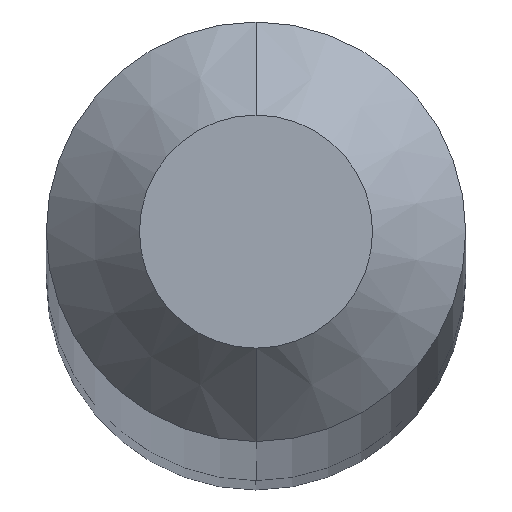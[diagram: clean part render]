
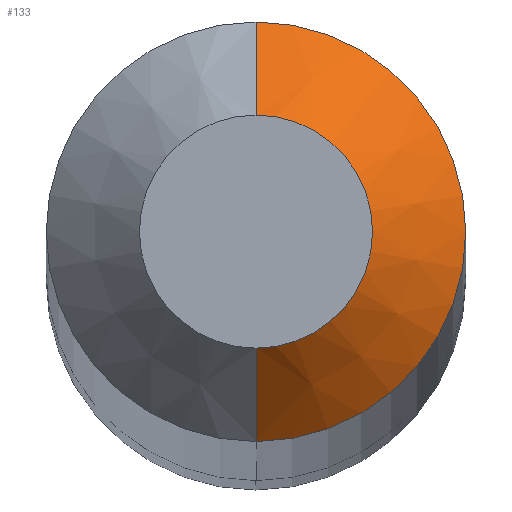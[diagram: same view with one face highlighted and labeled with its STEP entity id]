
A CAD part, top view. The second image highlights one B-rep face of the part: STEP entity #133.
In plain terms, the highlighted conical face has half-angle 45 degrees and reference radius 0.125 mm.
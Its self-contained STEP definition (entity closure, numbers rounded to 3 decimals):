
#8 = CARTESIAN_POINT ( 'NONE',  ( 0., 0.125, 30. ) ) ;
#14 = DIRECTION ( 'NONE',  ( 0., 1., 0. ) ) ;
#19 = CARTESIAN_POINT ( 'NONE',  ( 0., 0.225, 29.9 ) ) ;
#34 = FACE_OUTER_BOUND ( 'NONE', #285, .T. ) ;
#35 = VECTOR ( 'NONE', #221, 1000. ) ;
#37 = DIRECTION ( 'NONE',  ( 0., 0., -1. ) ) ;
#53 = ORIENTED_EDGE ( 'NONE', *, *, #104, .F. ) ;
#54 = VERTEX_POINT ( 'NONE', #189 ) ;
#61 = CARTESIAN_POINT ( 'NONE',  ( 0., -0.125, 30. ) ) ;
#72 = ORIENTED_EDGE ( 'NONE', *, *, #73, .T. ) ;
#73 = EDGE_CURVE ( 'NONE', #158, #154, #87, .T. ) ;
#85 = CARTESIAN_POINT ( 'NONE',  ( 0., 0., 30. ) ) ;
#86 = CIRCLE ( 'NONE', #213, 0.225 ) ;
#87 = LINE ( 'NONE', #61, #249 ) ;
#104 = EDGE_CURVE ( 'NONE', #54, #210, #147, .T. ) ;
#109 = DIRECTION ( 'NONE',  ( 0., 1., 0. ) ) ;
#114 = EDGE_CURVE ( 'NONE', #54, #158, #337, .T. ) ;
#133 = ADVANCED_FACE ( 'NONE', ( #34 ), #240, .T. ) ;
#140 = CARTESIAN_POINT ( 'NONE',  ( 0., -0.225, 29.9 ) ) ;
#147 = LINE ( 'NONE', #8, #35 ) ;
#150 = AXIS2_PLACEMENT_3D ( 'NONE', #85, #251, #14 ) ;
#154 = VERTEX_POINT ( 'NONE', #140 ) ;
#155 = ORIENTED_EDGE ( 'NONE', *, *, #313, .F. ) ;
#158 = VERTEX_POINT ( 'NONE', #329 ) ;
#166 = DIRECTION ( 'NONE',  ( 0., -0.707, -0.707 ) ) ;
#189 = CARTESIAN_POINT ( 'NONE',  ( 0., 0.125, 30. ) ) ;
#210 = VERTEX_POINT ( 'NONE', #19 ) ;
#213 = AXIS2_PLACEMENT_3D ( 'NONE', #309, #231, #335 ) ;
#216 = CARTESIAN_POINT ( 'NONE',  ( 0., 0., 30. ) ) ;
#221 = DIRECTION ( 'NONE',  ( 0., 0.707, -0.707 ) ) ;
#231 = DIRECTION ( 'NONE',  ( 0., 0., -1. ) ) ;
#240 = CONICAL_SURFACE ( 'NONE', #150, 0.125, 0.785 ) ;
#249 = VECTOR ( 'NONE', #166, 1000. ) ;
#251 = DIRECTION ( 'NONE',  ( 0., 0., -1. ) ) ;
#255 = AXIS2_PLACEMENT_3D ( 'NONE', #216, #37, #109 ) ;
#264 = ORIENTED_EDGE ( 'NONE', *, *, #114, .T. ) ;
#285 = EDGE_LOOP ( 'NONE', ( #264, #72, #155, #53 ) ) ;
#309 = CARTESIAN_POINT ( 'NONE',  ( 0., 0., 29.9 ) ) ;
#313 = EDGE_CURVE ( 'NONE', #210, #154, #86, .T. ) ;
#329 = CARTESIAN_POINT ( 'NONE',  ( 0., -0.125, 30. ) ) ;
#335 = DIRECTION ( 'NONE',  ( 0., 1., 0. ) ) ;
#337 = CIRCLE ( 'NONE', #255, 0.125 ) ;
